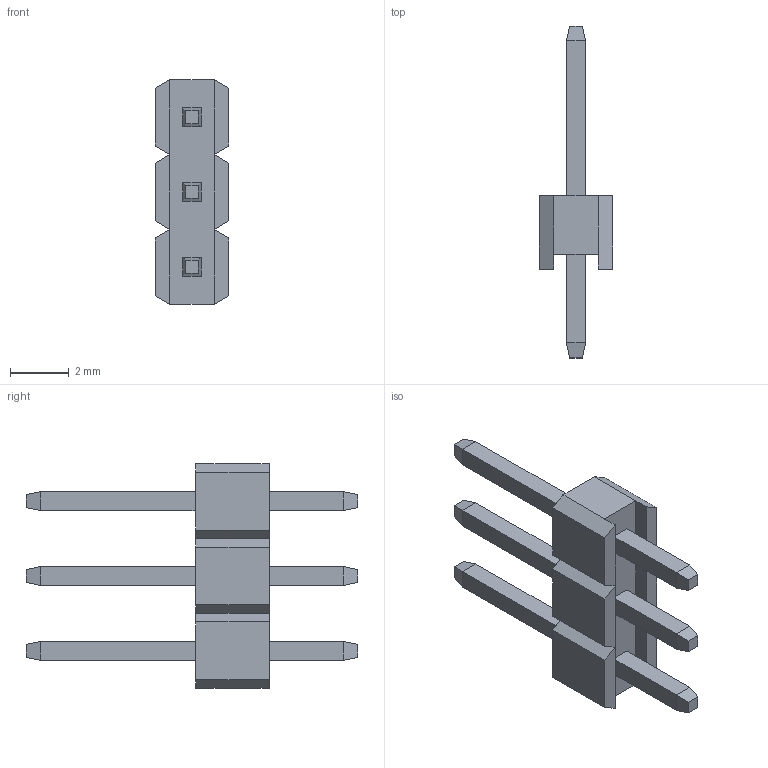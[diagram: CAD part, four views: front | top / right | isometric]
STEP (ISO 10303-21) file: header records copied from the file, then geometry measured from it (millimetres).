
FILE_DESCRIPTION((''),'2;1');
FILE_NAME('FPH25448-S03S1014180740B_ASM','2023-06-27T15:15:54',('Administrator'),(''),'CREO PARAMETRIC BY PTC INC, 2021023','CREO PARAMETRIC BY PTC INC, 2021023','');
FILE_SCHEMA(('AUTOMOTIVE_DESIGN { 1 0 10303 214 1 1 1 1 }'));
Length unit declared in the file: millimetre
Products named in the file (3): 300; 30; FPH25448-S03S1014180740B_ASM
Assembly tree (4 placements, depth 2):
  FPH25448-S03S1014180740B_ASM
    300
    30  x3
Bounding box: 2.5 x 11.25 x 7.62 mm (x, y, z)
Volume: 50.8 mm3; surface area: 196.1 mm2
Topology: 4 solids, 4 shells, 84 faces, 192 edges, 116 vertices
Faces by surface type: plane 84
Entity records: 2203 total; most frequent: CARTESIAN_POINT 292, ORIENTED_EDGE 272, DIRECTION 262, PRESENTATION_STYLE_ASSIGNMENT 138, STYLED_ITEM 138, VECTOR 136, LINE 136, CURVE_STYLE 136
